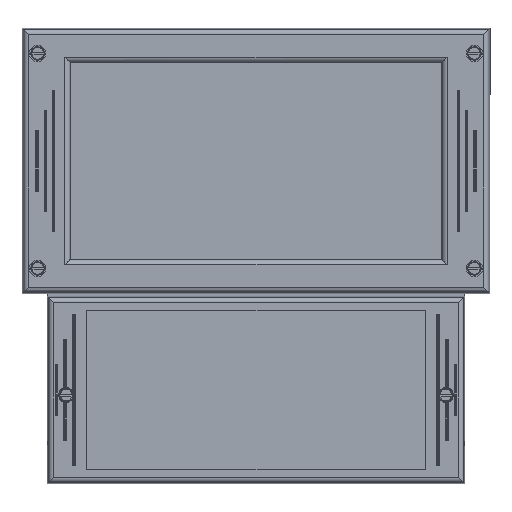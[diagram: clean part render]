
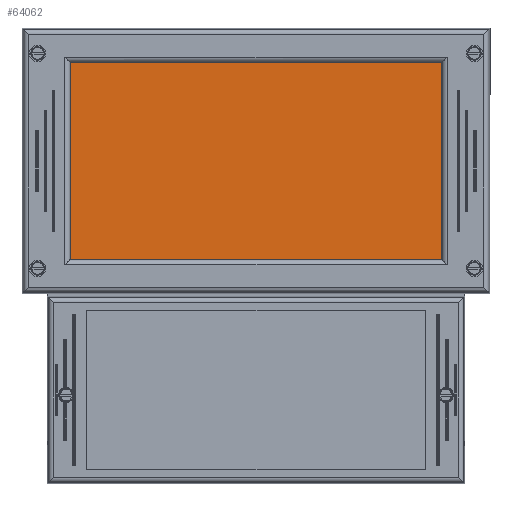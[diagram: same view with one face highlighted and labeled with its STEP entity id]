
A CAD part, top view. The second image highlights one B-rep face of the part: STEP entity #64062.
In plain terms, the highlighted planar face has unit normal (0, 0, 1).
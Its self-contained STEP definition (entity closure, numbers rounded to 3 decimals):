
#63961=CARTESIAN_POINT('',(18.987,117.513,6.5));
#63962=VERTEX_POINT('',#63961);
#63969=CARTESIAN_POINT('',(166.013,117.513,6.5));
#63970=VERTEX_POINT('',#63969);
#63971=CARTESIAN_POINT('',(166.013,117.513,6.5));
#63972=DIRECTION('',(-1.0,0.0,0.0));
#63973=VECTOR('',#63972,147.026);
#63974=LINE('',#63971,#63973);
#63975=EDGE_CURVE('',#63970,#63962,#63974,.T.);
#63992=CARTESIAN_POINT('',(18.987,39.487,6.5));
#63993=VERTEX_POINT('',#63992);
#64000=CARTESIAN_POINT('',(18.987,117.513,6.5));
#64001=DIRECTION('',(0.0,-1.0,0.0));
#64002=VECTOR('',#64001,78.026);
#64003=LINE('',#64000,#64002);
#64004=EDGE_CURVE('',#63962,#63993,#64003,.T.);
#64016=CARTESIAN_POINT('',(166.013,39.487,6.5));
#64017=VERTEX_POINT('',#64016);
#64024=CARTESIAN_POINT('',(18.987,39.487,6.5));
#64025=DIRECTION('',(1.0,0.0,0.0));
#64026=VECTOR('',#64025,147.026);
#64027=LINE('',#64024,#64026);
#64028=EDGE_CURVE('',#63993,#64017,#64027,.T.);
#64041=CARTESIAN_POINT('',(166.013,39.487,6.5));
#64042=DIRECTION('',(0.0,1.0,0.0));
#64043=VECTOR('',#64042,78.026);
#64044=LINE('',#64041,#64043);
#64045=EDGE_CURVE('',#64017,#63970,#64044,.T.);
#64051=CARTESIAN_POINT('',(92.5,78.5,6.5));
#64052=DIRECTION('',(0.0,0.0,1.0));
#64053=DIRECTION('',(1.0,0.0,0.0));
#64054=AXIS2_PLACEMENT_3D('',#64051,#64052,#64053);
#64055=PLANE('',#64054);
#64056=ORIENTED_EDGE('',*,*,#64004,.T.);
#64057=ORIENTED_EDGE('',*,*,#64028,.T.);
#64058=ORIENTED_EDGE('',*,*,#64045,.T.);
#64059=ORIENTED_EDGE('',*,*,#63975,.T.);
#64060=EDGE_LOOP('',(#64056,#64057,#64058,#64059));
#64061=FACE_OUTER_BOUND('',#64060,.T.);
#64062=ADVANCED_FACE('',(#64061),#64055,.T.);
